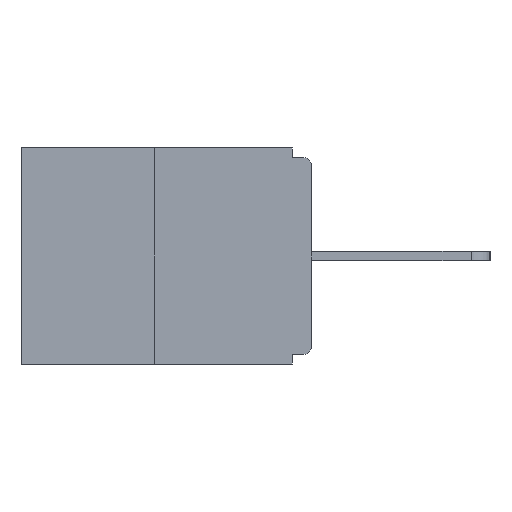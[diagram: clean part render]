
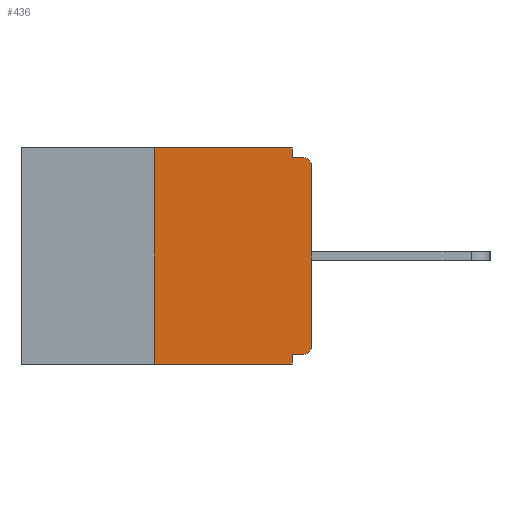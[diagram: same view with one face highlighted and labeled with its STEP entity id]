
A CAD part, left-side view. The second image highlights one B-rep face of the part: STEP entity #436.
In plain terms, the highlighted planar face has unit normal (-1, 0, 0).
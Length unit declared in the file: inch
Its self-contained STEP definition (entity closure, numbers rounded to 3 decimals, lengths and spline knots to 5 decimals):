
#42 = LINE ( 'NONE', #13423, #11087 ) ;
#144 = VERTEX_POINT ( 'NONE', #6306 ) ;
#436 = ADVANCED_FACE ( 'NONE', ( #16292 ), #3937, .F. ) ;
#483 = LINE ( 'NONE', #1765, #10053 ) ;
#600 = CARTESIAN_POINT ( 'NONE',  ( 0., 0., 0. ) ) ;
#974 = EDGE_CURVE ( 'NONE', #144, #8487, #2804, .T. ) ;
#1612 = CARTESIAN_POINT ( 'NONE',  ( 0., 0.015, -0.313 ) ) ;
#1765 = CARTESIAN_POINT ( 'NONE',  ( 0., 0.031, -0.343 ) ) ;
#1833 = VECTOR ( 'NONE', #11754, 39.37008 ) ;
#1911 = AXIS2_PLACEMENT_3D ( 'NONE', #5432, #11521, #3940 ) ;
#2001 = CARTESIAN_POINT ( 'NONE',  ( 0., 0., -0.015 ) ) ;
#2804 = LINE ( 'NONE', #8875, #3155 ) ;
#3155 = VECTOR ( 'NONE', #6155, 39.37008 ) ;
#3394 = ORIENTED_EDGE ( 'NONE', *, *, #6520, .F. ) ;
#3520 = LINE ( 'NONE', #2001, #10133 ) ;
#3663 = CARTESIAN_POINT ( 'NONE',  ( 0., 0.25, 0. ) ) ;
#3688 = ORIENTED_EDGE ( 'NONE', *, *, #974, .F. ) ;
#3937 = PLANE ( 'NONE',  #18672 ) ;
#3940 = DIRECTION ( 'NONE',  ( 0., 0., -1. ) ) ;
#4789 = LINE ( 'NONE', #10571, #17199 ) ;
#5099 = DIRECTION ( 'NONE',  ( -1., 0., 0. ) ) ;
#5432 = CARTESIAN_POINT ( 'NONE',  ( 0., 0.015, -0.03 ) ) ;
#5613 = DIRECTION ( 'NONE',  ( 1., 0., 0. ) ) ;
#5653 = LINE ( 'NONE', #16616, #1833 ) ;
#6155 = DIRECTION ( 'NONE',  ( 0., 0., 1. ) ) ;
#6222 = CARTESIAN_POINT ( 'NONE',  ( 0., 0.015, -0.328 ) ) ;
#6299 = CARTESIAN_POINT ( 'NONE',  ( 0., 0.031, -0.343 ) ) ;
#6306 = CARTESIAN_POINT ( 'NONE',  ( 0., 0.25, -0.343 ) ) ;
#6441 = VERTEX_POINT ( 'NONE', #6222 ) ;
#6520 = EDGE_CURVE ( 'NONE', #11480, #14465, #483, .T. ) ;
#7025 = CARTESIAN_POINT ( 'NONE',  ( 0., 0.031, 0. ) ) ;
#8002 = EDGE_CURVE ( 'NONE', #10131, #16275, #12847, .T. ) ;
#8106 = ORIENTED_EDGE ( 'NONE', *, *, #17544, .F. ) ;
#8167 = CARTESIAN_POINT ( 'NONE',  ( 0., 0.031, -0.328 ) ) ;
#8487 = VERTEX_POINT ( 'NONE', #3663 ) ;
#8503 = VECTOR ( 'NONE', #18613, 39.37008 ) ;
#8707 = EDGE_CURVE ( 'NONE', #8487, #12990, #42, .T. ) ;
#8875 = CARTESIAN_POINT ( 'NONE',  ( 0., 0.25, 0. ) ) ;
#9167 = DIRECTION ( 'NONE',  ( 0., 0., -1. ) ) ;
#9494 = CARTESIAN_POINT ( 'NONE',  ( 0., 0.031, 0. ) ) ;
#9872 = ORIENTED_EDGE ( 'NONE', *, *, #18859, .F. ) ;
#10000 = DIRECTION ( 'NONE',  ( 0., 0., -1. ) ) ;
#10053 = VECTOR ( 'NONE', #17123, 39.37008 ) ;
#10131 = VERTEX_POINT ( 'NONE', #12607 ) ;
#10133 = VECTOR ( 'NONE', #18739, 39.37008 ) ;
#10250 = ORIENTED_EDGE ( 'NONE', *, *, #16444, .T. ) ;
#10490 = CIRCLE ( 'NONE', #1911, 0.015 ) ;
#10571 = CARTESIAN_POINT ( 'NONE',  ( 0., 0.46, -0.343 ) ) ;
#11087 = VECTOR ( 'NONE', #18263, 39.37008 ) ;
#11360 = EDGE_CURVE ( 'NONE', #16275, #16839, #10490, .T. ) ;
#11480 = VERTEX_POINT ( 'NONE', #8167 ) ;
#11521 = DIRECTION ( 'NONE',  ( -1., 0., 0. ) ) ;
#11754 = DIRECTION ( 'NONE',  ( 0., 1., 0. ) ) ;
#11798 = EDGE_CURVE ( 'NONE', #144, #14465, #4789, .T. ) ;
#11960 = CARTESIAN_POINT ( 'NONE',  ( 0., 0.031, -0.015 ) ) ;
#12091 = DIRECTION ( 'NONE',  ( 0., -1., 0. ) ) ;
#12607 = CARTESIAN_POINT ( 'NONE',  ( 0., 0., -0.313 ) ) ;
#12774 = ORIENTED_EDGE ( 'NONE', *, *, #8707, .F. ) ;
#12847 = LINE ( 'NONE', #600, #8503 ) ;
#12990 = VERTEX_POINT ( 'NONE', #7025 ) ;
#13002 = VECTOR ( 'NONE', #15297, 39.37008 ) ;
#13423 = CARTESIAN_POINT ( 'NONE',  ( 0., 0.46, 0. ) ) ;
#13710 = LINE ( 'NONE', #9494, #13002 ) ;
#14465 = VERTEX_POINT ( 'NONE', #6299 ) ;
#14556 = ORIENTED_EDGE ( 'NONE', *, *, #11798, .T. ) ;
#14578 = CIRCLE ( 'NONE', #15502, 0.015 ) ;
#14684 = ORIENTED_EDGE ( 'NONE', *, *, #18232, .F. ) ;
#14969 = ORIENTED_EDGE ( 'NONE', *, *, #11360, .T. ) ;
#15159 = CARTESIAN_POINT ( 'NONE',  ( 0., 0., -0.03 ) ) ;
#15248 = EDGE_LOOP ( 'NONE', ( #12774, #3688, #14556, #3394, #14684, #10250, #15955, #14969, #8106, #9872 ) ) ;
#15297 = DIRECTION ( 'NONE',  ( 0., 0., -1. ) ) ;
#15502 = AXIS2_PLACEMENT_3D ( 'NONE', #1612, #5099, #9167 ) ;
#15955 = ORIENTED_EDGE ( 'NONE', *, *, #8002, .T. ) ;
#16275 = VERTEX_POINT ( 'NONE', #15159 ) ;
#16292 = FACE_OUTER_BOUND ( 'NONE', #15248, .T. ) ;
#16444 = EDGE_CURVE ( 'NONE', #6441, #10131, #14578, .T. ) ;
#16616 = CARTESIAN_POINT ( 'NONE',  ( 0., 0., -0.328 ) ) ;
#16720 = VERTEX_POINT ( 'NONE', #11960 ) ;
#16839 = VERTEX_POINT ( 'NONE', #18214 ) ;
#17123 = DIRECTION ( 'NONE',  ( 0., 0., -1. ) ) ;
#17199 = VECTOR ( 'NONE', #12091, 39.37008 ) ;
#17544 = EDGE_CURVE ( 'NONE', #16720, #16839, #3520, .T. ) ;
#18214 = CARTESIAN_POINT ( 'NONE',  ( 0., 0.015, -0.015 ) ) ;
#18232 = EDGE_CURVE ( 'NONE', #6441, #11480, #5653, .T. ) ;
#18263 = DIRECTION ( 'NONE',  ( 0., -1., 0. ) ) ;
#18613 = DIRECTION ( 'NONE',  ( 0., 0., 1. ) ) ;
#18672 = AXIS2_PLACEMENT_3D ( 'NONE', #19073, #5613, #10000 ) ;
#18739 = DIRECTION ( 'NONE',  ( 0., -1., 0. ) ) ;
#18859 = EDGE_CURVE ( 'NONE', #12990, #16720, #13710, .T. ) ;
#19073 = CARTESIAN_POINT ( 'NONE',  ( 0., 0.46, 0. ) ) ;
